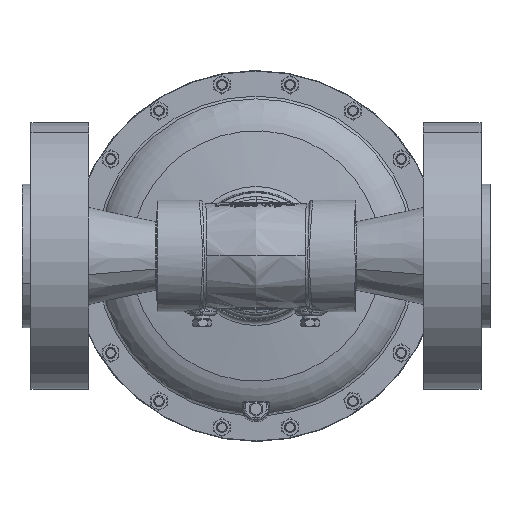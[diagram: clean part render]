
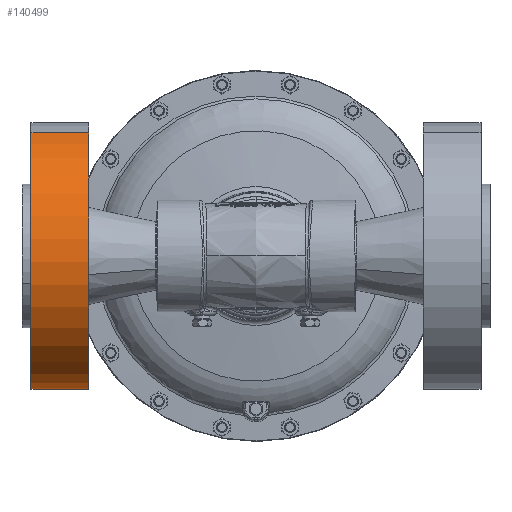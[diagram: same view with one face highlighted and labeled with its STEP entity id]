
A CAD part, front view. The second image highlights one B-rep face of the part: STEP entity #140499.
In plain terms, the highlighted cylindrical face has radius 117.475 mm (diameter 234.95 mm), a partial arc.
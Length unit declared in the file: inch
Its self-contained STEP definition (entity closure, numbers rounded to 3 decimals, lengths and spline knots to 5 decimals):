
#3895 = CARTESIAN_POINT ( 'NONE',  ( -5.73589, 0.1672, -4.27294 ) ) ;
#6968 = ORIENTED_EDGE ( 'NONE', *, *, #159077, .F. ) ;
#7404 = CARTESIAN_POINT ( 'NONE',  ( -7.813, 0.1672, -4.27294 ) ) ;
#13953 = CARTESIAN_POINT ( 'NONE',  ( -5.813, 0.1672, -4.27294 ) ) ;
#16339 = AXIS2_PLACEMENT_3D ( 'NONE', #58915, #162838, #72500 ) ;
#26521 = AXIS2_PLACEMENT_3D ( 'NONE', #123990, #46235, #137077 ) ;
#29122 = VECTOR ( 'NONE', #94658, 39.37008 ) ;
#35201 = DIRECTION ( 'NONE',  ( 1., 0., 0. ) ) ;
#35887 = VERTEX_POINT ( 'NONE', #161007 ) ;
#38680 = CYLINDRICAL_SURFACE ( 'NONE', #16339, 4.625 ) ;
#44348 = VERTEX_POINT ( 'NONE', #7404 ) ;
#46235 = DIRECTION ( 'NONE',  ( 1., 0., 0. ) ) ;
#46562 = CARTESIAN_POINT ( 'NONE',  ( -5.73589, -3.37262, 4.27294 ) ) ;
#48077 = AXIS2_PLACEMENT_3D ( 'NONE', #130401, #52600, #143430 ) ;
#52600 = DIRECTION ( 'NONE',  ( 1., 0., 0. ) ) ;
#58767 = EDGE_CURVE ( 'NONE', #44348, #130076, #98105, .T. ) ;
#58915 = CARTESIAN_POINT ( 'NONE',  ( -5.73589, -1.60271, 0. ) ) ;
#65401 = VERTEX_POINT ( 'NONE', #154844 ) ;
#72500 = DIRECTION ( 'NONE',  ( 0., -0.383, 0.924 ) ) ;
#77260 = FACE_OUTER_BOUND ( 'NONE', #146477, .T. ) ;
#91095 = VECTOR ( 'NONE', #35201, 39.37008 ) ;
#94658 = DIRECTION ( 'NONE',  ( 1., 0., 0. ) ) ;
#97061 = EDGE_CURVE ( 'NONE', #65401, #35887, #125586, .T. ) ;
#98105 = LINE ( 'NONE', #3895, #29122 ) ;
#123990 = CARTESIAN_POINT ( 'NONE',  ( -7.813, -1.60271, 0. ) ) ;
#125586 = LINE ( 'NONE', #46562, #91095 ) ;
#130076 = VERTEX_POINT ( 'NONE', #13953 ) ;
#130401 = CARTESIAN_POINT ( 'NONE',  ( -5.813, -1.60271, 0. ) ) ;
#136678 = ORIENTED_EDGE ( 'NONE', *, *, #161046, .T. ) ;
#137077 = DIRECTION ( 'NONE',  ( 0., -0.383, 0.924 ) ) ;
#138126 = ORIENTED_EDGE ( 'NONE', *, *, #58767, .T. ) ;
#139836 = ORIENTED_EDGE ( 'NONE', *, *, #97061, .F. ) ;
#140499 = ADVANCED_FACE ( 'NONE', ( #77260 ), #38680, .T. ) ;
#143430 = DIRECTION ( 'NONE',  ( 0., -0.383, 0.924 ) ) ;
#146477 = EDGE_LOOP ( 'NONE', ( #136678, #138126, #6968, #139836 ) ) ;
#151113 = CIRCLE ( 'NONE', #48077, 4.625 ) ;
#154844 = CARTESIAN_POINT ( 'NONE',  ( -7.813, -3.37262, 4.27294 ) ) ;
#154914 = CIRCLE ( 'NONE', #26521, 4.625 ) ;
#159077 = EDGE_CURVE ( 'NONE', #35887, #130076, #151113, .T. ) ;
#161007 = CARTESIAN_POINT ( 'NONE',  ( -5.813, -3.37262, 4.27294 ) ) ;
#161046 = EDGE_CURVE ( 'NONE', #65401, #44348, #154914, .T. ) ;
#162838 = DIRECTION ( 'NONE',  ( 1., 0., 0. ) ) ;
